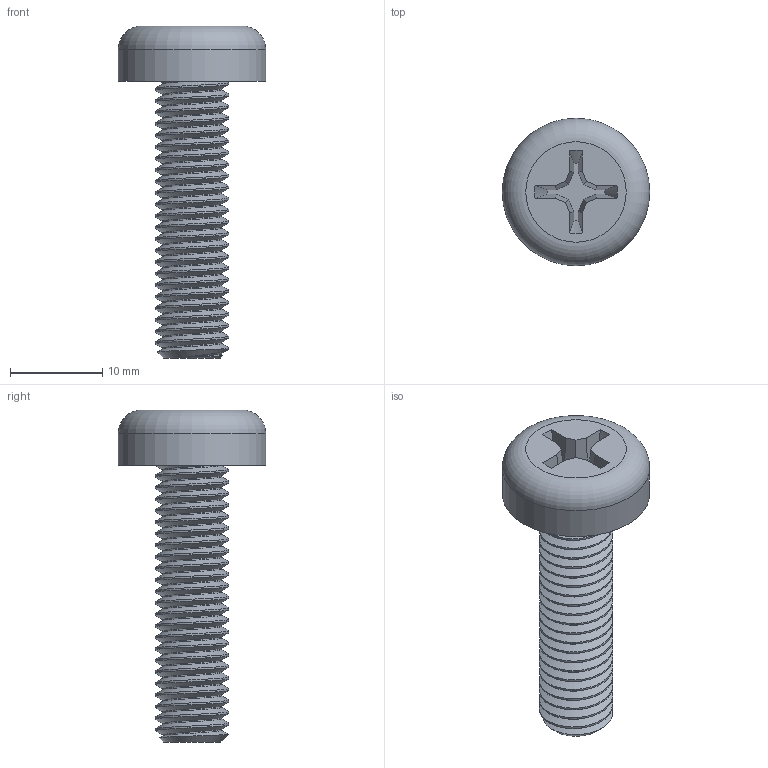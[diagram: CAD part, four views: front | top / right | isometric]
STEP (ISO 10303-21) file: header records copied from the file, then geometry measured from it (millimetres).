
FILE_DESCRIPTION(/* description */ ('STEP AP203'),/* implementation_level */ '2;1');
FILE_NAME(/* name */ 'screws_30mm_m8x1.25_ext.stp',/* time_stamp */ '2022-12-09T16:34:04+01:00',/* author */ ('Rik Ubaghs'),/* organization */ ('Microsoft'),/* preprocessor_version */ 'ST-DEVELOPER v18.1',/* originating_system */ 'Autodesk Inventor 2021',/* authorisation */ '');
FILE_SCHEMA (('AUTOMOTIVE_DESIGN { 1 0 10303 214 3 1 1 }'));
Length unit declared in the file: millimetre
Products named in the file (1): Bolts_30mm_M8x1.25_ext
Bounding box: 16 x 16 x 36 mm (x, y, z)
Volume: 2284.3 mm3; surface area: 1948.8 mm2
Topology: 1 solids, 1 shells, 78 faces, 226 edges, 152 vertices
Faces by surface type: cylinder 50, plane 20, cone 5, bspline 2, torus 1
Full cylindrical faces by diameter (mm): 6.387 x24, 8 x22, 16 x1
Entity records: 10248 total; most frequent: CARTESIAN_POINT 8404, ORIENTED_EDGE 452, DIRECTION 293, EDGE_CURVE 226, VERTEX_POINT 152, AXIS2_PLACEMENT_3D 100, LINE 93, VECTOR 93
